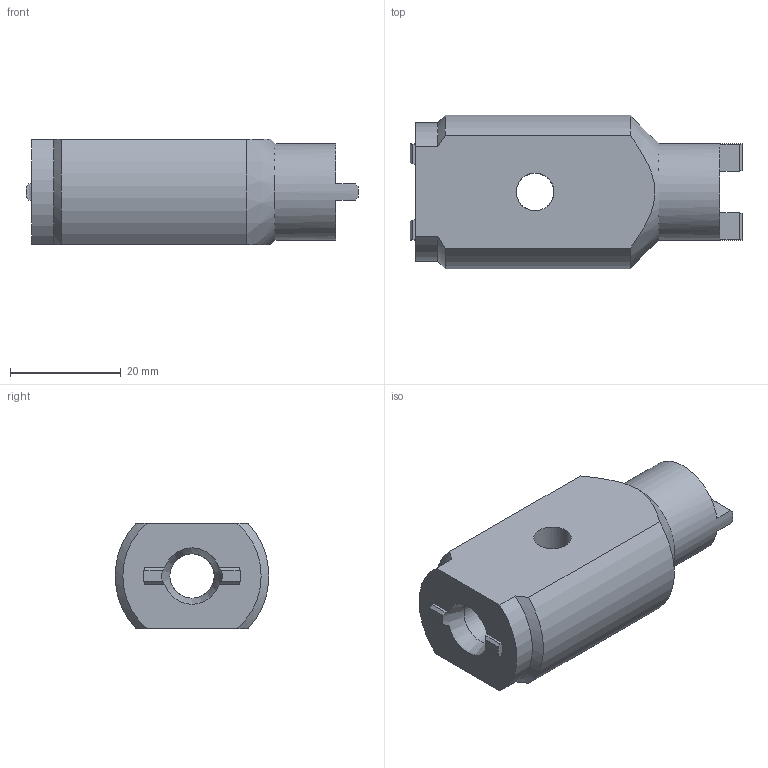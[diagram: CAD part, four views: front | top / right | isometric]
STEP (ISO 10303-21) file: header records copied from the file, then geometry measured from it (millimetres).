
FILE_DESCRIPTION (( 'STEP AP214' ), '1' );
FILE_NAME ('PS6.ER4.002.090.STEP', '2020-11-20T16:36:27', ( '' ), ( '' ), 'SwSTEP 2.0', 'SolidWorks 2017', '' );
FILE_SCHEMA (( 'AUTOMOTIVE_DESIGN' ));
Length unit declared in the file: millimetre
Products named in the file (1): PS6.ER4.002.090
Bounding box: 60 x 27.7 x 19 mm (x, y, z)
Volume: 19941.3 mm3; surface area: 6460.5 mm2
Topology: 1 solids, 1 shells, 198 faces, 546 edges, 363 vertices
Faces by surface type: plane 107, bspline 77, cylinder 10, cone 4
Full cylindrical faces by diameter (mm): 6.8 x2, 8 x1, 17.5 x1
Entity records: 11727 total; most frequent: CARTESIAN_POINT 5564, ORIENTED_EDGE 1068, DIRECTION 624, EDGE_CURVE 534, VERTEX_POINT 358, VECTOR 324, LINE 324, EDGE_LOOP 224
